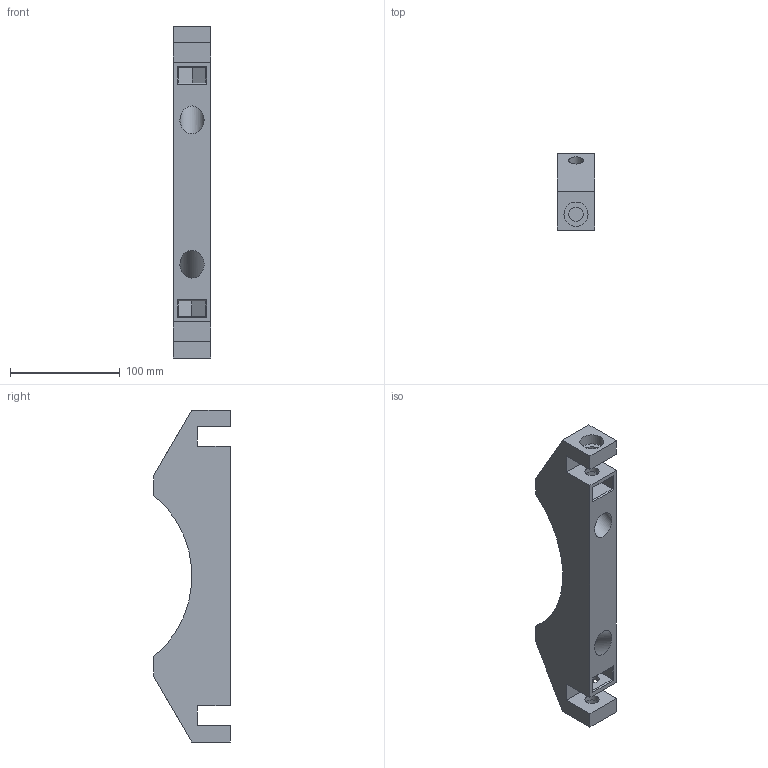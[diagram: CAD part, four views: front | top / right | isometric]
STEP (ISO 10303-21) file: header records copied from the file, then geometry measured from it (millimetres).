
FILE_DESCRIPTION(/* description */ (''),/* implementation_level */ '2;1');
FILE_NAME(/* name */ '20230222_mirror_holder_bottom.stp',/* time_stamp */ '2023-02-22T11:52:08+01:00',/* author */ ('Jens'),/* organization */ (''),/* preprocessor_version */ 'ST-DEVELOPER v19',/* originating_system */ 'Autodesk Inventor 2023',/* authorisation */ '');
FILE_SCHEMA (('AUTOMOTIVE_DESIGN { 1 0 10303 214 3 1 1 }'));
Length unit declared in the file: millimetre
Products named in the file (1): mirror_holder_foot
Bounding box: 34 x 70 x 302.44 mm (x, y, z)
Volume: 385013.2 mm3; surface area: 72877.8 mm2
Topology: 1 solids, 1 shells, 56 faces, 136 edges, 88 vertices
Faces by surface type: plane 43, cylinder 13
Full cylindrical faces by diameter (mm): 13 x6, 22 x4
Entity records: 1689 total; most frequent: CARTESIAN_POINT 281, DIRECTION 276, ORIENTED_EDGE 272, EDGE_CURVE 136, LINE 110, VECTOR 110, VERTEX_POINT 88, AXIS2_PLACEMENT_3D 83
